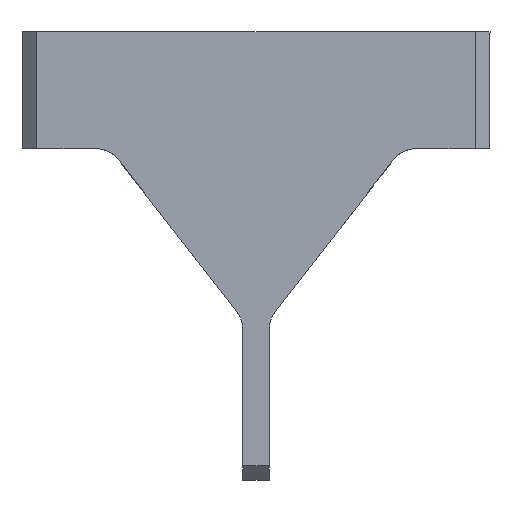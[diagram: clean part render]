
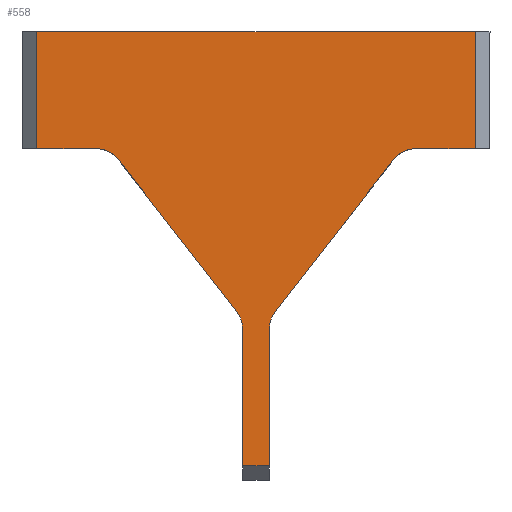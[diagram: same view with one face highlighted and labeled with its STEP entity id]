
A CAD part, front view. The second image highlights one B-rep face of the part: STEP entity #558.
In plain terms, the highlighted planar face has unit normal (0, -1, 0).
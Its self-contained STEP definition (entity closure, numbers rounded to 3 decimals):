
#39=PLANE('',#616);
#63=FACE_OUTER_BOUND('',#93,.T.);
#93=EDGE_LOOP('',(#463,#464,#465,#466,#467,#468,#469,#470,#471,#472,#473,
#474,#475,#476));
#112=LINE('',#803,#172);
#121=LINE('',#881,#181);
#129=LINE('',#899,#189);
#146=LINE('',#941,#206);
#149=LINE('',#947,#209);
#151=LINE('',#951,#211);
#152=LINE('',#954,#212);
#153=LINE('',#955,#213);
#154=LINE('',#956,#214);
#155=LINE('',#958,#215);
#172=VECTOR('',#647,10.);
#181=VECTOR('',#680,10.);
#189=VECTOR('',#694,10.);
#206=VECTOR('',#729,10.);
#209=VECTOR('',#734,10.);
#211=VECTOR('',#738,10.);
#212=VECTOR('',#741,10.);
#213=VECTOR('',#742,10.);
#214=VECTOR('',#743,10.);
#215=VECTOR('',#744,10.);
#235=CIRCLE('',#604,2.);
#236=CIRCLE('',#607,2.);
#241=CIRCLE('',#617,2.);
#242=CIRCLE('',#618,2.);
#248=VERTEX_POINT('',#800);
#249=VERTEX_POINT('',#802);
#265=VERTEX_POINT('',#878);
#266=VERTEX_POINT('',#880);
#271=VERTEX_POINT('',#892);
#272=VERTEX_POINT('',#896);
#273=VERTEX_POINT('',#898);
#276=VERTEX_POINT('',#906);
#288=VERTEX_POINT('',#938);
#289=VERTEX_POINT('',#940);
#291=VERTEX_POINT('',#945);
#292=VERTEX_POINT('',#950);
#293=VERTEX_POINT('',#953);
#294=VERTEX_POINT('',#957);
#303=EDGE_CURVE('',#249,#248,#112,.T.);
#324=EDGE_CURVE('',#266,#265,#121,.T.);
#331=EDGE_CURVE('',#271,#265,#235,.T.);
#333=EDGE_CURVE('',#273,#272,#129,.T.);
#338=EDGE_CURVE('',#276,#272,#236,.T.);
#355=EDGE_CURVE('',#289,#288,#146,.T.);
#358=EDGE_CURVE('',#291,#288,#149,.T.);
#360=EDGE_CURVE('',#291,#292,#151,.T.);
#361=EDGE_CURVE('',#273,#292,#241,.T.);
#362=EDGE_CURVE('',#276,#293,#152,.T.);
#363=EDGE_CURVE('',#249,#293,#153,.T.);
#364=EDGE_CURVE('',#266,#248,#154,.T.);
#365=EDGE_CURVE('',#271,#294,#155,.T.);
#366=EDGE_CURVE('',#289,#294,#242,.T.);
#463=ORIENTED_EDGE('',*,*,#358,.F.);
#464=ORIENTED_EDGE('',*,*,#360,.T.);
#465=ORIENTED_EDGE('',*,*,#361,.F.);
#466=ORIENTED_EDGE('',*,*,#333,.T.);
#467=ORIENTED_EDGE('',*,*,#338,.F.);
#468=ORIENTED_EDGE('',*,*,#362,.T.);
#469=ORIENTED_EDGE('',*,*,#363,.F.);
#470=ORIENTED_EDGE('',*,*,#303,.T.);
#471=ORIENTED_EDGE('',*,*,#364,.F.);
#472=ORIENTED_EDGE('',*,*,#324,.T.);
#473=ORIENTED_EDGE('',*,*,#331,.F.);
#474=ORIENTED_EDGE('',*,*,#365,.T.);
#475=ORIENTED_EDGE('',*,*,#366,.F.);
#476=ORIENTED_EDGE('',*,*,#355,.T.);
#558=ADVANCED_FACE('',(#63),#39,.T.);
#604=AXIS2_PLACEMENT_3D('',#894,#689,#690);
#607=AXIS2_PLACEMENT_3D('',#908,#701,#702);
#616=AXIS2_PLACEMENT_3D('',#949,#736,#737);
#617=AXIS2_PLACEMENT_3D('',#952,#739,#740);
#618=AXIS2_PLACEMENT_3D('',#959,#745,#746);
#647=DIRECTION('',(-1.,0.,0.));
#680=DIRECTION('',(1.,0.,0.));
#689=DIRECTION('center_axis',(0.,-1.,0.));
#690=DIRECTION('ref_axis',(0.439,0.,0.898));
#694=DIRECTION('',(0.614,0.,0.789));
#701=DIRECTION('center_axis',(0.,-1.,0.));
#702=DIRECTION('ref_axis',(-0.439,0.,0.898));
#729=DIRECTION('',(0.,0.,-1.));
#734=DIRECTION('',(-1.,0.,0.));
#736=DIRECTION('center_axis',(0.,-1.,0.));
#737=DIRECTION('ref_axis',(0.,0.,-1.));
#738=DIRECTION('',(0.,0.,1.));
#739=DIRECTION('center_axis',(0.,-1.,0.));
#740=DIRECTION('ref_axis',(-0.946,0.,0.325));
#741=DIRECTION('',(1.,0.,0.));
#742=DIRECTION('',(0.,0.,-1.));
#743=DIRECTION('',(0.,0.,1.));
#744=DIRECTION('',(0.614,0.,-0.789));
#745=DIRECTION('center_axis',(0.,-1.,0.));
#746=DIRECTION('ref_axis',(0.946,0.,0.325));
#800=CARTESIAN_POINT('',(-15.,-5.,0.));
#802=CARTESIAN_POINT('',(15.,-5.,0.));
#803=CARTESIAN_POINT('',(-16.,-5.,0.));
#878=CARTESIAN_POINT('',(-10.978,-5.,-8.));
#880=CARTESIAN_POINT('',(-15.,-5.,-8.));
#881=CARTESIAN_POINT('',(16.,-5.,-8.));
#892=CARTESIAN_POINT('',(-9.399,-5.,-8.772));
#894=CARTESIAN_POINT('Origin',(-10.978,-5.,-10.));
#896=CARTESIAN_POINT('',(9.399,-5.,-8.772));
#898=CARTESIAN_POINT('',(1.321,-5.,-19.158));
#899=CARTESIAN_POINT('',(0.9,-5.,-19.7));
#906=CARTESIAN_POINT('',(10.978,-5.,-8.));
#908=CARTESIAN_POINT('Origin',(10.978,-5.,-10.));
#938=CARTESIAN_POINT('',(-0.9,-5.,-29.7));
#940=CARTESIAN_POINT('',(-0.9,-5.,-20.386));
#941=CARTESIAN_POINT('',(-0.9,-5.,-30.7));
#945=CARTESIAN_POINT('',(0.9,-5.,-29.7));
#947=CARTESIAN_POINT('',(0.45,-5.,-29.7));
#949=CARTESIAN_POINT('Origin',(0.,-5.,-15.35));
#950=CARTESIAN_POINT('',(0.9,-5.,-20.386));
#951=CARTESIAN_POINT('',(0.9,-5.,-8.));
#952=CARTESIAN_POINT('Origin',(2.9,-5.,-20.386));
#953=CARTESIAN_POINT('',(15.,-5.,-8.));
#954=CARTESIAN_POINT('',(16.,-5.,-8.));
#955=CARTESIAN_POINT('',(15.,-5.,-7.675));
#956=CARTESIAN_POINT('',(-15.,-5.,-11.675));
#957=CARTESIAN_POINT('',(-1.321,-5.,-19.158));
#958=CARTESIAN_POINT('',(-0.9,-5.,-19.7));
#959=CARTESIAN_POINT('Origin',(-2.9,-5.,-20.386));
